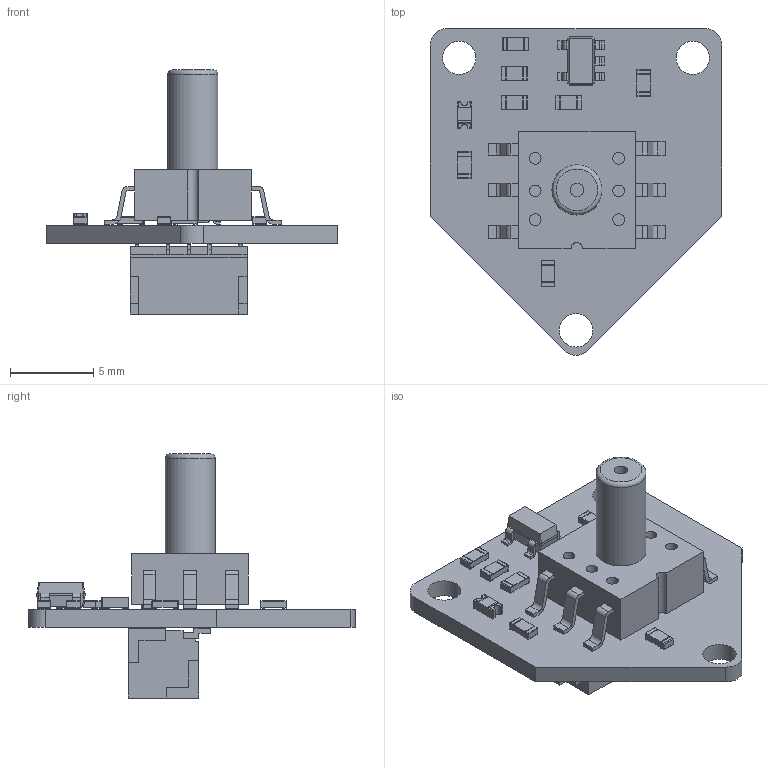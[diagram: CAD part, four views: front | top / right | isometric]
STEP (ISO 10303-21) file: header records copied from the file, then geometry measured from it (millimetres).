
FILE_DESCRIPTION(('KiCad electronic assembly'),'2;1');
FILE_NAME('go2_pressure_sensor.step','2024-10-31T13:12:13',('Pcbnew'),( 'Kicad'),'Open CASCADE STEP processor 7.6','KiCad to STEP converter' ,'Unknown');
FILE_SCHEMA(('AUTOMOTIVE_DESIGN { 1 0 10303 214 1 1 1 1 }'));
Length unit declared in the file: millimetre
Products named in the file (12): go2_pressure_sensor 1; SOT-23-5; SOT_23_5; R_0603_1608Metric; D_0603_1608Metric; D_0603; GZP6869 v6; GZP6869 v5; JST_GH_BM03B-GHS-TBT_1x03-1MP_P1.25mm_Vertical; JST_BM03B_GHS_TBT; go2_pressure_sensor_PCB
Assembly tree (17 placements, depth 3):
  go2_pressure_sensor 1
    SOT-23-5
      SOT_23_5
    R_0603_1608Metric  x7
      R_0603_1608Metric
    D_0603_1608Metric
      D_0603
    GZP6869 v6
      GZP6869 v5
    JST_GH_BM03B-GHS-TBT_1x03-1MP_P1.25mm_Vertical
      JST_BM03B_GHS_TBT
    go2_pressure_sensor_PCB
Bounding box: 17.5 x 19.59 x 14.64 mm (x, y, z)
Volume: 535.1 mm3; surface area: 1289.9 mm2
Topology: 19 solids, 19 shells, 631 faces, 1659 edges, 1080 vertices
Faces by surface type: plane 465, cylinder 136, bspline 29, torus 1
Full cylindrical faces by diameter (mm): 0.7 x6, 0.8 x1, 2 x3, 3 x2
Entity records: 17212 total; most frequent: CARTESIAN_POINT 2783, ORIENTED_EDGE 2502, DIRECTION 2310, EDGE_CURVE 1251, LINE 1040, VECTOR 1040, VERTEX_POINT 816, AXIS2_PLACEMENT_3D 635
